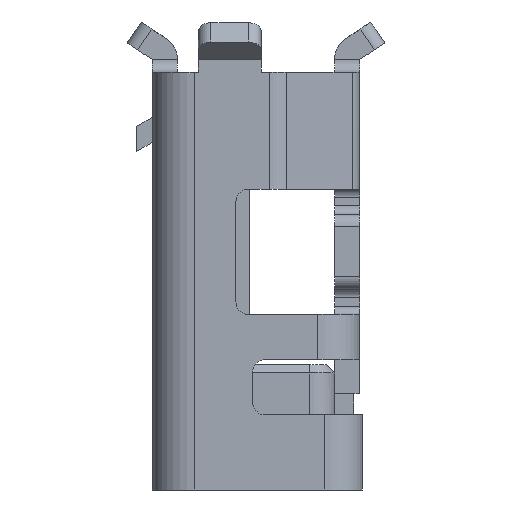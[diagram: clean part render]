
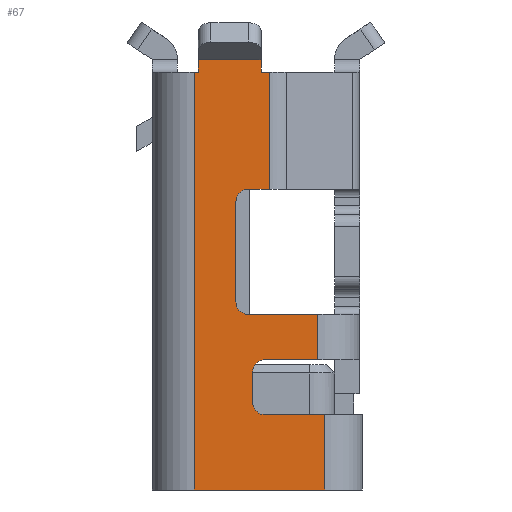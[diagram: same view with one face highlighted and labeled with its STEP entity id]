
A CAD part, left-side view. The second image highlights one B-rep face of the part: STEP entity #67.
In plain terms, the highlighted planar face has unit normal (-1, 0, 0).
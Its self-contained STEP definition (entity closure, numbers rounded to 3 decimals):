
#67=ADVANCED_FACE('',(#471),#472,.T.);
#471=FACE_OUTER_BOUND('',#1240,.T.);
#472=PLANE('',#1241);
#1240=EDGE_LOOP('',(#2172,#2173,#2174,#2175,#2176,#2177,#2178,#2179,#2180,#2181,#2182,#2183,#2184,#2185,#2186,#2187,#2188,#2189,#2190,#2191));
#1241=AXIS2_PLACEMENT_3D('',#2192,#2193,#2194);
#2172=ORIENTED_EDGE('',*,*,#5474,.T.);
#2173=ORIENTED_EDGE('',*,*,#5433,.F.);
#2174=ORIENTED_EDGE('',*,*,#5475,.T.);
#2175=ORIENTED_EDGE('',*,*,#5384,.T.);
#2176=ORIENTED_EDGE('',*,*,#5476,.T.);
#2177=ORIENTED_EDGE('',*,*,#5477,.F.);
#2178=ORIENTED_EDGE('',*,*,#5478,.F.);
#2179=ORIENTED_EDGE('',*,*,#5406,.T.);
#2180=ORIENTED_EDGE('',*,*,#5479,.F.);
#2181=ORIENTED_EDGE('',*,*,#5480,.F.);
#2182=ORIENTED_EDGE('',*,*,#5481,.T.);
#2183=ORIENTED_EDGE('',*,*,#5482,.T.);
#2184=ORIENTED_EDGE('',*,*,#5483,.T.);
#2185=ORIENTED_EDGE('',*,*,#5464,.T.);
#2186=ORIENTED_EDGE('',*,*,#5473,.T.);
#2187=ORIENTED_EDGE('',*,*,#5484,.T.);
#2188=ORIENTED_EDGE('',*,*,#5485,.T.);
#2189=ORIENTED_EDGE('',*,*,#5486,.F.);
#2190=ORIENTED_EDGE('',*,*,#5487,.T.);
#2191=ORIENTED_EDGE('',*,*,#5488,.F.);
#2192=CARTESIAN_POINT('',(-3.75,0.74,-0.6));
#2193=DIRECTION('',(-1.0,0.0,0.0));
#2194=DIRECTION('',(0.0,0.0,1.0));
#5384=EDGE_CURVE('',#6534,#6532,#6535,.F.);
#5406=EDGE_CURVE('',#6577,#6574,#6578,.F.);
#5433=EDGE_CURVE('',#6626,#6628,#6629,.F.);
#5464=EDGE_CURVE('',#6682,#6683,#6684,.F.);
#5473=EDGE_CURVE('',#6683,#6697,#6699,.T.);
#5474=EDGE_CURVE('',#6700,#6628,#6701,.F.);
#5475=EDGE_CURVE('',#6626,#6534,#6702,.F.);
#5476=EDGE_CURVE('',#6532,#6703,#6704,.T.);
#5477=EDGE_CURVE('',#6705,#6703,#6706,.T.);
#5478=EDGE_CURVE('',#6577,#6705,#6707,.T.);
#5479=EDGE_CURVE('',#6708,#6574,#6709,.F.);
#5480=EDGE_CURVE('',#6710,#6708,#6711,.T.);
#5481=EDGE_CURVE('',#6710,#6712,#6713,.T.);
#5482=EDGE_CURVE('',#6712,#6714,#6715,.F.);
#5483=EDGE_CURVE('',#6714,#6682,#6716,.F.);
#5484=EDGE_CURVE('',#6697,#6717,#6718,.F.);
#5485=EDGE_CURVE('',#6717,#6719,#6720,.F.);
#5486=EDGE_CURVE('',#6721,#6719,#6722,.T.);
#5487=EDGE_CURVE('',#6721,#6723,#6724,.F.);
#5488=EDGE_CURVE('',#6700,#6723,#6725,.T.);
#6532=VERTEX_POINT('',#8397);
#6534=VERTEX_POINT('',#8400);
#6535=LINE('',#8401,#8402);
#6574=VERTEX_POINT('',#8453);
#6577=VERTEX_POINT('',#8456);
#6578=LINE('',#8457,#8458);
#6626=VERTEX_POINT('',#8531);
#6628=VERTEX_POINT('',#8533);
#6629=LINE('',#8534,#8535);
#6682=VERTEX_POINT('',#8616);
#6683=VERTEX_POINT('',#8617);
#6684=LINE('',#8618,#8619);
#6697=VERTEX_POINT('',#8638);
#6699=CIRCLE('',#8641,0.15);
#6700=VERTEX_POINT('',#8642);
#6701=CIRCLE('',#8643,0.15);
#6702=LINE('',#8644,#8645);
#6703=VERTEX_POINT('',#8646);
#6704=LINE('',#8647,#8648);
#6705=VERTEX_POINT('',#8649);
#6706=LINE('',#8650,#8651);
#6707=LINE('',#8652,#8653);
#6708=VERTEX_POINT('',#8654);
#6709=LINE('',#8655,#8656);
#6710=VERTEX_POINT('',#8657);
#6711=LINE('',#8658,#8659);
#6712=VERTEX_POINT('',#8660);
#6713=LINE('',#8661,#8662);
#6714=VERTEX_POINT('',#8663);
#6715=LINE('',#8664,#8665);
#6716=CIRCLE('',#8666,0.15);
#6717=VERTEX_POINT('',#8667);
#6718=LINE('',#8668,#8669);
#6719=VERTEX_POINT('',#8670);
#6720=LINE('',#8671,#8672);
#6721=VERTEX_POINT('',#8673);
#6722=LINE('',#8674,#8675);
#6723=VERTEX_POINT('',#8676);
#6724=CIRCLE('',#8677,0.15);
#6725=LINE('',#8678,#8679);
#8397=CARTESIAN_POINT('',(-3.75,-0.06,-0.6));
#8400=CARTESIAN_POINT('',(-3.75,-0.16,-0.6));
#8401=CARTESIAN_POINT('',(-3.75,0.37,-0.6));
#8402=VECTOR('',#12916,1.0);
#8453=CARTESIAN_POINT('',(-3.75,0.74,-0.6));
#8456=CARTESIAN_POINT('',(-3.75,0.69,-0.6));
#8457=CARTESIAN_POINT('',(-3.75,0.37,-0.6));
#8458=VECTOR('',#12956,1.0);
#8531=CARTESIAN_POINT('',(-3.75,-0.16,-2.0));
#8533=CARTESIAN_POINT('',(-3.75,0.09,-2.0));
#8534=CARTESIAN_POINT('',(-3.75,0.49,-2.0));
#8535=VECTOR('',#12999,1.0);
#8616=CARTESIAN_POINT('',(-3.75,0.04,-4.55));
#8617=CARTESIAN_POINT('',(-3.75,0.04,-4.19));
#8618=CARTESIAN_POINT('',(-3.75,0.04,-0.3));
#8619=VECTOR('',#13041,1.0);
#8638=CARTESIAN_POINT('',(-3.75,-0.11,-4.04));
#8641=AXIS2_PLACEMENT_3D('',#13052,#13053,#13054);
#8642=CARTESIAN_POINT('',(-3.75,0.24,-2.15));
#8643=AXIS2_PLACEMENT_3D('',#13055,#13056,#13057);
#8644=CARTESIAN_POINT('',(-3.75,-0.16,-0.6));
#8645=VECTOR('',#13058,1.0);
#8646=CARTESIAN_POINT('',(-3.75,-0.06,-0.45));
#8647=CARTESIAN_POINT('',(-3.75,-0.06,-0.3));
#8648=VECTOR('',#13059,1.0);
#8649=CARTESIAN_POINT('',(-3.75,0.69,-0.45));
#8650=CARTESIAN_POINT('',(-3.75,0.34,-0.45));
#8651=VECTOR('',#13060,1.0);
#8652=CARTESIAN_POINT('',(-3.75,0.69,-0.3));
#8653=VECTOR('',#13061,1.0);
#8654=CARTESIAN_POINT('',(-3.75,0.74,-5.6));
#8655=CARTESIAN_POINT('',(-3.75,0.74,-0.6));
#8656=VECTOR('',#13062,1.0);
#8657=CARTESIAN_POINT('',(-3.75,-0.82,-5.6));
#8658=CARTESIAN_POINT('',(-3.75,0.37,-5.6));
#8659=VECTOR('',#13063,1.0);
#8660=CARTESIAN_POINT('',(-3.75,-0.82,-4.7));
#8661=CARTESIAN_POINT('',(-3.75,-0.82,-5.6));
#8662=VECTOR('',#13064,1.0);
#8663=CARTESIAN_POINT('',(-3.75,-0.11,-4.7));
#8664=CARTESIAN_POINT('',(-3.75,0.37,-4.7));
#8665=VECTOR('',#13065,1.0);
#8666=AXIS2_PLACEMENT_3D('',#13066,#13067,#13068);
#8667=CARTESIAN_POINT('',(-3.75,-0.74,-4.04));
#8668=CARTESIAN_POINT('',(-3.75,-0.25,-4.04));
#8669=VECTOR('',#13069,1.0);
#8670=CARTESIAN_POINT('',(-3.75,-0.74,-3.5));
#8671=CARTESIAN_POINT('',(-3.75,-0.74,-0.6));
#8672=VECTOR('',#13070,1.0);
#8673=CARTESIAN_POINT('',(-3.75,0.09,-3.5));
#8674=CARTESIAN_POINT('',(-3.75,0.49,-3.5));
#8675=VECTOR('',#13071,1.0);
#8676=CARTESIAN_POINT('',(-3.75,0.24,-3.35));
#8677=AXIS2_PLACEMENT_3D('',#13072,#13073,#13074);
#8678=CARTESIAN_POINT('',(-3.75,0.24,-1.3));
#8679=VECTOR('',#13075,1.0);
#12916=DIRECTION('',(0.0,-1.0,0.0));
#12956=DIRECTION('',(0.0,-1.0,0.0));
#12999=DIRECTION('',(0.0,-1.0,0.0));
#13041=DIRECTION('',(-0.0,-0.0,-1.0));
#13052=CARTESIAN_POINT('',(-3.75,-0.11,-4.19));
#13053=DIRECTION('',(1.0,0.0,-0.0));
#13054=DIRECTION('',(0.0,1.0,0.0));
#13055=CARTESIAN_POINT('',(-3.75,0.09,-2.15));
#13056=DIRECTION('',(-1.0,0.0,0.0));
#13057=DIRECTION('',(0.0,1.0,0.0));
#13058=DIRECTION('',(0.0,0.0,-1.0));
#13059=DIRECTION('',(0.0,0.0,1.0));
#13060=DIRECTION('',(-0.0,-1.0,0.0));
#13061=DIRECTION('',(0.0,0.0,1.0));
#13062=DIRECTION('',(0.0,0.0,-1.0));
#13063=DIRECTION('',(0.0,1.0,-0.0));
#13064=DIRECTION('',(0.0,-0.0,1.0));
#13065=DIRECTION('',(-0.0,-1.0,-0.0));
#13066=CARTESIAN_POINT('',(-3.75,-0.11,-4.55));
#13067=DIRECTION('',(-1.0,0.0,0.0));
#13068=DIRECTION('',(0.0,1.0,0.0));
#13069=DIRECTION('',(0.0,1.0,-0.0));
#13070=DIRECTION('',(0.0,0.0,-1.0));
#13071=DIRECTION('',(-0.0,-1.0,-0.0));
#13072=CARTESIAN_POINT('',(-3.75,0.09,-3.35));
#13073=DIRECTION('',(-1.0,0.0,0.0));
#13074=DIRECTION('',(0.0,0.0,-1.0));
#13075=DIRECTION('',(0.0,0.0,-1.0));
